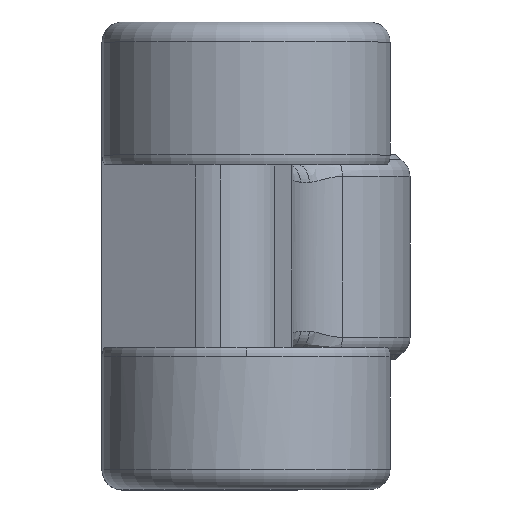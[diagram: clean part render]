
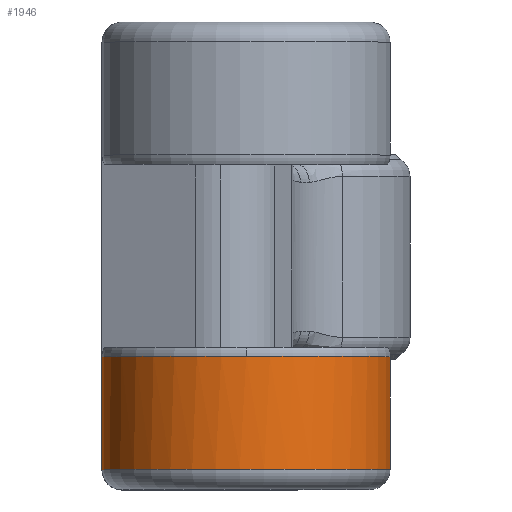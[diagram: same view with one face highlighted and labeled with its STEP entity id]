
A CAD part, top view. The second image highlights one B-rep face of the part: STEP entity #1946.
In plain terms, the highlighted cylindrical face has radius 72.56 mm (diameter 145.12 mm), a partial arc.
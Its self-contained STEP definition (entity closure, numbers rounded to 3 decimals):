
#51 = CIRCLE ( 'NONE', #2130, 72.56 ) ;
#131 = CARTESIAN_POINT ( 'NONE',  ( 72.326, 117.5, -5.819 ) ) ;
#176 = LINE ( 'NONE', #3504, #967 ) ;
#314 = EDGE_CURVE ( 'NONE', #658, #1461, #51, .T. ) ;
#333 = ORIENTED_EDGE ( 'NONE', *, *, #3407, .T. ) ;
#377 = AXIS2_PLACEMENT_3D ( 'NONE', #2316, #3149, #2031 ) ;
#552 = DIRECTION ( 'NONE',  ( 0., -1., 0. ) ) ;
#614 = CIRCLE ( 'NONE', #2625, 72.56 ) ;
#634 = AXIS2_PLACEMENT_3D ( 'NONE', #2833, #1476, #3425 ) ;
#658 = VERTEX_POINT ( 'NONE', #1593 ) ;
#698 = DIRECTION ( 'NONE',  ( 0., -1., 0. ) ) ;
#766 = VERTEX_POINT ( 'NONE', #1230 ) ;
#824 = EDGE_CURVE ( 'NONE', #1461, #1380, #920, .T. ) ;
#834 = ORIENTED_EDGE ( 'NONE', *, *, #1711, .T. ) ;
#893 = VECTOR ( 'NONE', #698, 1000. ) ;
#920 = CIRCLE ( 'NONE', #634, 72.56 ) ;
#967 = VECTOR ( 'NONE', #2145, 1000. ) ;
#1189 = LINE ( 'NONE', #131, #893 ) ;
#1230 = CARTESIAN_POINT ( 'NONE',  ( 72.326, -107.5, -5.819 ) ) ;
#1268 = CARTESIAN_POINT ( 'NONE',  ( -72.56, -107.5, 0. ) ) ;
#1380 = VERTEX_POINT ( 'NONE', #2816 ) ;
#1461 = VERTEX_POINT ( 'NONE', #1842 ) ;
#1476 = DIRECTION ( 'NONE',  ( 0., -1., 0. ) ) ;
#1484 = EDGE_LOOP ( 'NONE', ( #834, #333, #3362, #1605, #1849 ) ) ;
#1593 = CARTESIAN_POINT ( 'NONE',  ( 72.326, -50.675, -5.819 ) ) ;
#1605 = ORIENTED_EDGE ( 'NONE', *, *, #314, .T. ) ;
#1622 = DIRECTION ( 'NONE',  ( 0., 0., 1. ) ) ;
#1635 = DIRECTION ( 'NONE',  ( 0., 0., -1. ) ) ;
#1711 = EDGE_CURVE ( 'NONE', #1380, #2433, #176, .T. ) ;
#1747 = CYLINDRICAL_SURFACE ( 'NONE', #377, 72.56 ) ;
#1842 = CARTESIAN_POINT ( 'NONE',  ( 0., -50.675, 72.56 ) ) ;
#1849 = ORIENTED_EDGE ( 'NONE', *, *, #824, .T. ) ;
#1905 = CARTESIAN_POINT ( 'NONE',  ( 0., -107.5, 0. ) ) ;
#1946 = ADVANCED_FACE ( 'NONE', ( #3167 ), #1747, .T. ) ;
#1966 = EDGE_CURVE ( 'NONE', #658, #766, #1189, .T. ) ;
#2031 = DIRECTION ( 'NONE',  ( 0., 0., -1. ) ) ;
#2130 = AXIS2_PLACEMENT_3D ( 'NONE', #2701, #552, #1622 ) ;
#2145 = DIRECTION ( 'NONE',  ( 0., -1., 0. ) ) ;
#2316 = CARTESIAN_POINT ( 'NONE',  ( 0., 117.5, 0. ) ) ;
#2402 = DIRECTION ( 'NONE',  ( 0., 1., 0. ) ) ;
#2433 = VERTEX_POINT ( 'NONE', #1268 ) ;
#2625 = AXIS2_PLACEMENT_3D ( 'NONE', #1905, #2402, #1635 ) ;
#2701 = CARTESIAN_POINT ( 'NONE',  ( 0., -50.675, 0. ) ) ;
#2816 = CARTESIAN_POINT ( 'NONE',  ( -72.56, -50.675, 0. ) ) ;
#2833 = CARTESIAN_POINT ( 'NONE',  ( 0., -50.675, 0. ) ) ;
#3149 = DIRECTION ( 'NONE',  ( 0., -1., 0. ) ) ;
#3167 = FACE_OUTER_BOUND ( 'NONE', #1484, .T. ) ;
#3362 = ORIENTED_EDGE ( 'NONE', *, *, #1966, .F. ) ;
#3407 = EDGE_CURVE ( 'NONE', #2433, #766, #614, .T. ) ;
#3425 = DIRECTION ( 'NONE',  ( 0., 0., 1. ) ) ;
#3504 = CARTESIAN_POINT ( 'NONE',  ( -72.56, 117.5, 0. ) ) ;
